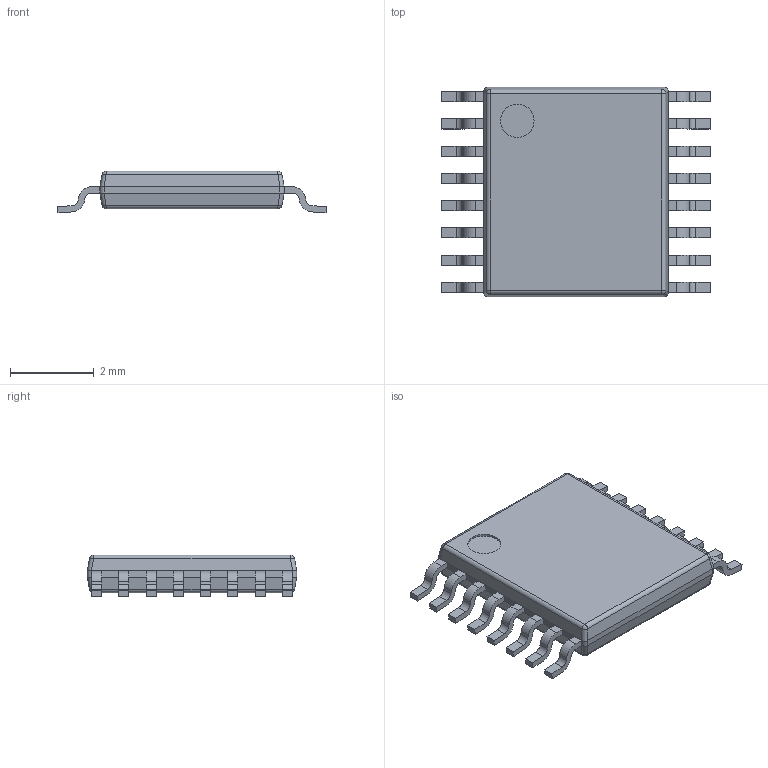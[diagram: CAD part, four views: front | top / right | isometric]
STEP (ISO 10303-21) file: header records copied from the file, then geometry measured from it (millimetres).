
FILE_DESCRIPTION((''),'2;1');
FILE_NAME('PWP0016G_ASM','2016-02-08T',('a0412086'),(''),'PRO/ENGINEER BY PARAMETRIC TECHNOLOGY CORPORATION, 2011490','PRO/ENGINEER BY PARAMETRIC TECHNOLOGY CORPORATION, 2011490','');
FILE_SCHEMA(('AUTOMOTIVE_DESIGN { 1 0 10303 214 1 1 1 1 }'));
Length unit declared in the file: millimetre
Products named in the file (4): BODY-SO; LEAD-SO; THERMALPAD-SO; PWP0016G_ASM
Assembly tree (18 placements, depth 2):
  PWP0016G_ASM
    BODY-SO
    LEAD-SO  x16
    THERMALPAD-SO
Bounding box: 6.42 x 5 x 1 mm (x, y, z)
Volume: 20 mm3; surface area: 94.3 mm2
Topology: 18 solids, 18 shells, 304 faces, 758 edges, 492 vertices
Faces by surface type: plane 210, cylinder 86, sphere 8
Entity records: 4225 total; most frequent: CARTESIAN_POINT 867, DIRECTION 454, ORIENTED_EDGE 436, PRESENTATION_STYLE_ASSIGNMENT 221, STYLED_ITEM 221, CURVE_STYLE 218, EDGE_CURVE 218, AXIS2_PLACEMENT_3D 152
